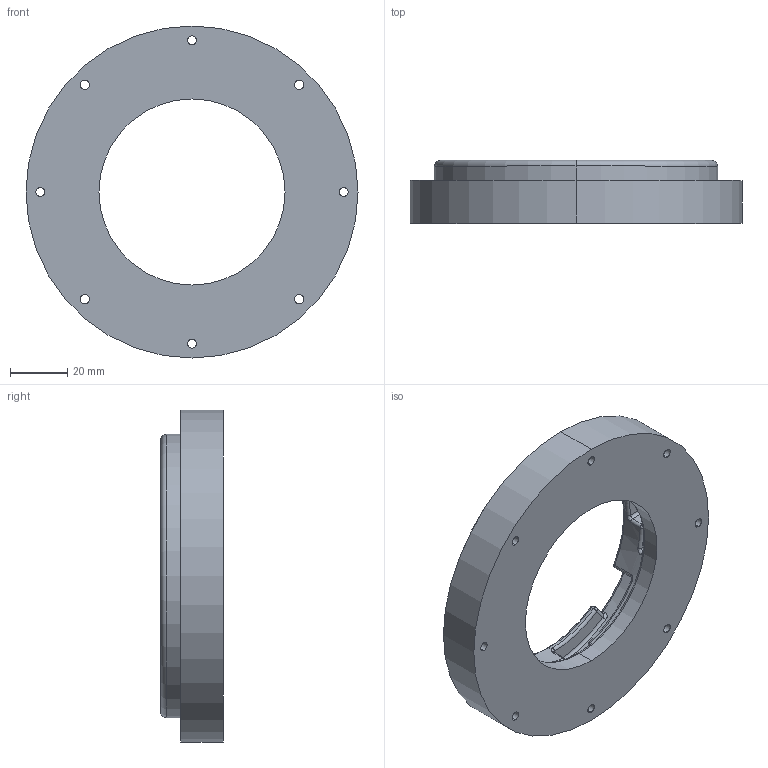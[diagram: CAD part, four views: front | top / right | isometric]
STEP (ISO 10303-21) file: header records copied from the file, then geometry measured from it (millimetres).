
FILE_DESCRIPTION (( 'STEP AP203' ), '1' );
FILE_NAME ('Vacuum_gate02_v2_new.STEP', '2025-01-14T03:34:25', ( '' ), ( '' ), 'SwSTEP 2.0', 'SolidWorks 2024', '' );
FILE_SCHEMA (( 'CONFIG_CONTROL_DESIGN' ));
Length unit declared in the file: millimetre
Products named in the file (1): Vacuum_gate02_v2_new
Bounding box: 116 x 22 x 116 mm (x, y, z)
Volume: 109077.4 mm3; surface area: 30379.3 mm2
Topology: 1 solids, 1 shells, 291 faces, 692 edges, 380 vertices
Faces by surface type: cylinder 120, torus 66, sphere 46, plane 36, bspline 23
Entity records: 9260 total; most frequent: CARTESIAN_POINT 2612, DIRECTION 1548, ORIENTED_EDGE 1302, AXIS2_PLACEMENT_3D 678, EDGE_CURVE 651, CIRCLE 409, VERTEX_POINT 364, EDGE_LOOP 311
